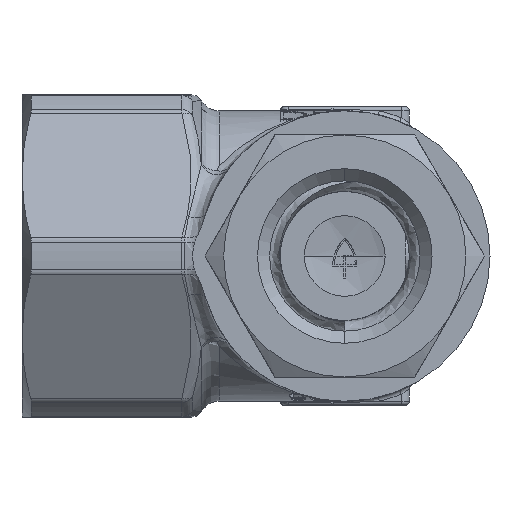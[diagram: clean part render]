
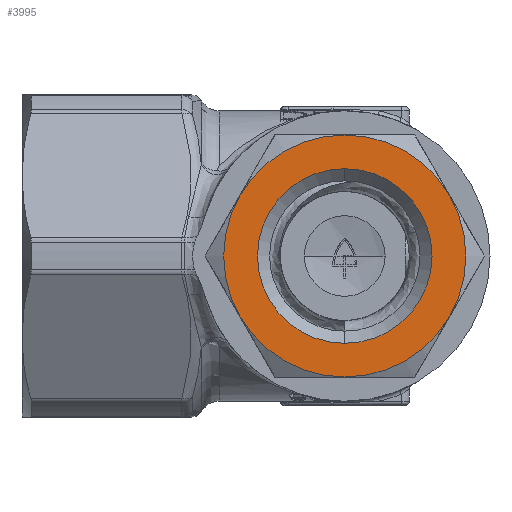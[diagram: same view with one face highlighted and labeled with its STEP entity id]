
A CAD part, front view. The second image highlights one B-rep face of the part: STEP entity #3995.
In plain terms, the highlighted planar face has unit normal (0, -1, 0).
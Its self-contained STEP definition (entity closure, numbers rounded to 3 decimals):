
#414 = EDGE_CURVE ( 'NONE', #25308, #19690, #10646, .T. ) ;
#1112 = VERTEX_POINT ( 'NONE', #7836 ) ;
#1872 = DIRECTION ( 'NONE',  ( 0., -1., 0. ) ) ;
#2678 = CARTESIAN_POINT ( 'NONE',  ( 0., -8., 0. ) ) ;
#2828 = AXIS2_PLACEMENT_3D ( 'NONE', #22139, #15377, #10949 ) ;
#3530 = ORIENTED_EDGE ( 'NONE', *, *, #3532, .F. ) ;
#3532 = EDGE_CURVE ( 'NONE', #19690, #16528, #5926, .T. ) ;
#3802 = CARTESIAN_POINT ( 'NONE',  ( 0., -8., 0. ) ) ;
#3853 = DIRECTION ( 'NONE',  ( 0., 0., -1. ) ) ;
#3995 = ADVANCED_FACE ( 'NONE', ( #13017, #18422 ), #10794, .T. ) ;
#4444 = CARTESIAN_POINT ( 'NONE',  ( 0., -8., 0. ) ) ;
#4837 = DIRECTION ( 'NONE',  ( 0., 0., -1. ) ) ;
#5518 = DIRECTION ( 'NONE',  ( 0., 1., 0. ) ) ;
#5616 = EDGE_CURVE ( 'NONE', #11581, #19297, #23888, .T. ) ;
#5926 = CIRCLE ( 'NONE', #19358, 15. ) ;
#5997 = AXIS2_PLACEMENT_3D ( 'NONE', #3802, #17496, #6091 ) ;
#6091 = DIRECTION ( 'NONE',  ( 0., 0., -1. ) ) ;
#6248 = ORIENTED_EDGE ( 'NONE', *, *, #414, .F. ) ;
#6429 = AXIS2_PLACEMENT_3D ( 'NONE', #28246, #5518, #25799 ) ;
#7366 = AXIS2_PLACEMENT_3D ( 'NONE', #2678, #25628, #14170 ) ;
#7374 = ORIENTED_EDGE ( 'NONE', *, *, #27508, .T. ) ;
#7487 = ORIENTED_EDGE ( 'NONE', *, *, #26882, .F. ) ;
#7836 = CARTESIAN_POINT ( 'NONE',  ( 12.99, -8., -7.5 ) ) ;
#9948 = CIRCLE ( 'NONE', #6429, 15. ) ;
#10646 = CIRCLE ( 'NONE', #15832, 15. ) ;
#10751 = CARTESIAN_POINT ( 'NONE',  ( 0., -8., -15. ) ) ;
#10794 = PLANE ( 'NONE',  #29297 ) ;
#10949 = DIRECTION ( 'NONE',  ( 0., 0., -1. ) ) ;
#11581 = VERTEX_POINT ( 'NONE', #16519 ) ;
#12234 = EDGE_CURVE ( 'NONE', #15173, #25308, #25409, .T. ) ;
#12871 = CARTESIAN_POINT ( 'NONE',  ( -12.99, -8., -7.5 ) ) ;
#13017 = FACE_BOUND ( 'NONE', #13616, .T. ) ;
#13616 = EDGE_LOOP ( 'NONE', ( #7374, #28797 ) ) ;
#13766 = CIRCLE ( 'NONE', #21065, 15. ) ;
#14153 = ORIENTED_EDGE ( 'NONE', *, *, #15075, .F. ) ;
#14170 = DIRECTION ( 'NONE',  ( 0., 0., -1. ) ) ;
#15075 = EDGE_CURVE ( 'NONE', #1112, #22184, #9948, .T. ) ;
#15173 = VERTEX_POINT ( 'NONE', #12871 ) ;
#15199 = DIRECTION ( 'NONE',  ( 0., 0., -1. ) ) ;
#15377 = DIRECTION ( 'NONE',  ( 0., 1., 0. ) ) ;
#15398 = AXIS2_PLACEMENT_3D ( 'NONE', #18398, #27722, #18496 ) ;
#15646 = CIRCLE ( 'NONE', #2828, 10.815 ) ;
#15832 = AXIS2_PLACEMENT_3D ( 'NONE', #22066, #24260, #15199 ) ;
#15833 = DIRECTION ( 'NONE',  ( 0., 1., 0. ) ) ;
#15889 = CARTESIAN_POINT ( 'NONE',  ( 0., -8., -10.815 ) ) ;
#16519 = CARTESIAN_POINT ( 'NONE',  ( 0., -8., 10.815 ) ) ;
#16528 = VERTEX_POINT ( 'NONE', #27136 ) ;
#17136 = CIRCLE ( 'NONE', #15398, 15. ) ;
#17352 = CARTESIAN_POINT ( 'NONE',  ( 0., -8., 15. ) ) ;
#17496 = DIRECTION ( 'NONE',  ( 0., 1., 0. ) ) ;
#17811 = EDGE_CURVE ( 'NONE', #16528, #1112, #13766, .T. ) ;
#18398 = CARTESIAN_POINT ( 'NONE',  ( 0., -8., 0. ) ) ;
#18422 = FACE_OUTER_BOUND ( 'NONE', #21625, .T. ) ;
#18496 = DIRECTION ( 'NONE',  ( 0., 0., -1. ) ) ;
#18945 = ORIENTED_EDGE ( 'NONE', *, *, #17811, .F. ) ;
#19297 = VERTEX_POINT ( 'NONE', #15889 ) ;
#19358 = AXIS2_PLACEMENT_3D ( 'NONE', #4444, #15833, #22668 ) ;
#19587 = ORIENTED_EDGE ( 'NONE', *, *, #12234, .F. ) ;
#19690 = VERTEX_POINT ( 'NONE', #17352 ) ;
#21065 = AXIS2_PLACEMENT_3D ( 'NONE', #23064, #23157, #4837 ) ;
#21625 = EDGE_LOOP ( 'NONE', ( #7487, #14153, #18945, #3530, #6248, #19587 ) ) ;
#22066 = CARTESIAN_POINT ( 'NONE',  ( 0., -8., 0. ) ) ;
#22139 = CARTESIAN_POINT ( 'NONE',  ( 0., -8., 0. ) ) ;
#22184 = VERTEX_POINT ( 'NONE', #10751 ) ;
#22668 = DIRECTION ( 'NONE',  ( 0., 0., 1. ) ) ;
#23064 = CARTESIAN_POINT ( 'NONE',  ( 0., -8., 0. ) ) ;
#23157 = DIRECTION ( 'NONE',  ( 0., 1., 0. ) ) ;
#23888 = CIRCLE ( 'NONE', #5997, 10.815 ) ;
#24260 = DIRECTION ( 'NONE',  ( 0., 1., 0. ) ) ;
#25308 = VERTEX_POINT ( 'NONE', #27241 ) ;
#25409 = CIRCLE ( 'NONE', #7366, 15. ) ;
#25628 = DIRECTION ( 'NONE',  ( 0., 1., 0. ) ) ;
#25799 = DIRECTION ( 'NONE',  ( 0., 0., -1. ) ) ;
#26796 = CARTESIAN_POINT ( 'NONE',  ( -25.981, -8., 15. ) ) ;
#26882 = EDGE_CURVE ( 'NONE', #22184, #15173, #17136, .T. ) ;
#27136 = CARTESIAN_POINT ( 'NONE',  ( 12.99, -8., 7.5 ) ) ;
#27241 = CARTESIAN_POINT ( 'NONE',  ( -12.99, -8., 7.5 ) ) ;
#27508 = EDGE_CURVE ( 'NONE', #19297, #11581, #15646, .T. ) ;
#27722 = DIRECTION ( 'NONE',  ( 0., 1., 0. ) ) ;
#28246 = CARTESIAN_POINT ( 'NONE',  ( 0., -8., 0. ) ) ;
#28797 = ORIENTED_EDGE ( 'NONE', *, *, #5616, .T. ) ;
#29297 = AXIS2_PLACEMENT_3D ( 'NONE', #26796, #1872, #3853 ) ;
